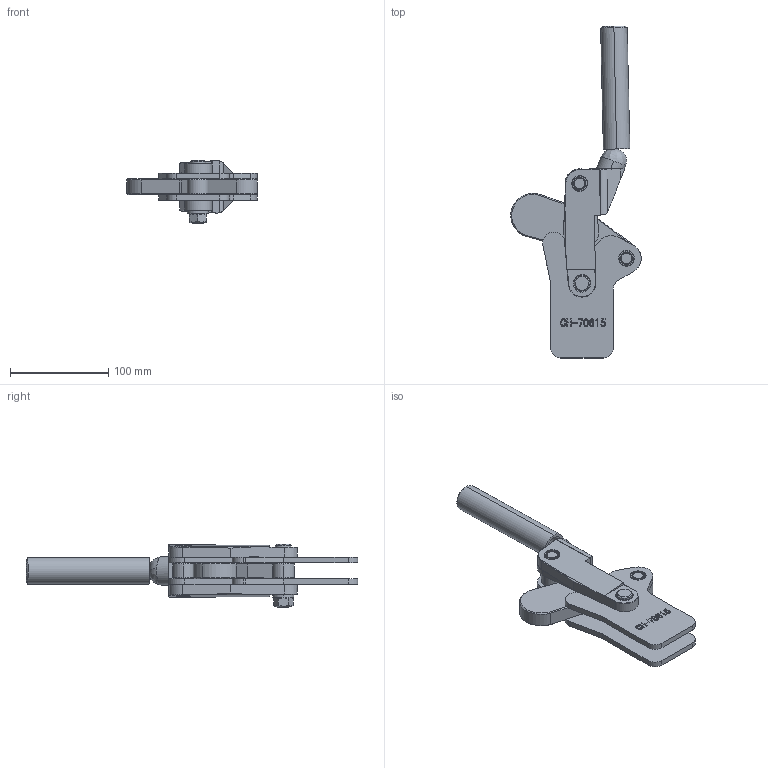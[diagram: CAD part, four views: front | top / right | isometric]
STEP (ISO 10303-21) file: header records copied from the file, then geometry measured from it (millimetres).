
FILE_DESCRIPTION (( 'STEP AP203' ), '1' );
FILE_NAME ('CH-70615.STEP', '2017-12-09T02:13:03', ( 'Windows' ), ( 'Microsoft' ), 'SwSTEP 2.0', 'SolidWorks 2015', '' );
FILE_SCHEMA (( 'CONFIG_CONTROL_DESIGN' ));
Length unit declared in the file: millimetre
Products named in the file (12): 70610-11; 70610-07; CH-70615; 70610-04; 70610-09; 70610-10; 70610-05; 70610-08; 70610-12; 70615-01; 70610-13; 70610-03
Assembly tree (22 placements, depth 2):
  CH-70615
    70615-01
    70610-03
    70610-07  x2
    70610-04
    70610-09  x10
    70610-10  x2
    70610-05
    70610-08
    70610-12
    70610-13
    70610-11
Bounding box: 132.82 x 338.06 x 65 mm (x, y, z)
Volume: 393209.6 mm3; surface area: 141504.5 mm2
Topology: 25 solids, 25 shells, 2892 faces, 7268 edges, 4626 vertices
Faces by surface type: plane 1884, cylinder 706, bspline 192, cone 104, torus 6
Entity records: 91044 total; most frequent: CARTESIAN_POINT 32904, ORIENTED_EDGE 11914, DIRECTION 11728, EDGE_CURVE 5957, AXIS2_PLACEMENT_3D 4066, VERTEX_POINT 3768, LINE 3596, VECTOR 3596
